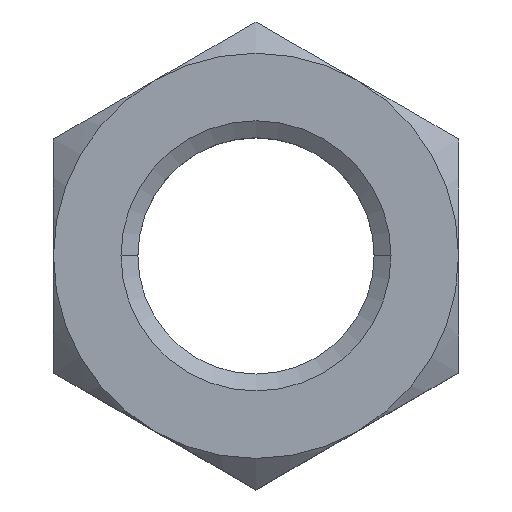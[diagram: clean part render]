
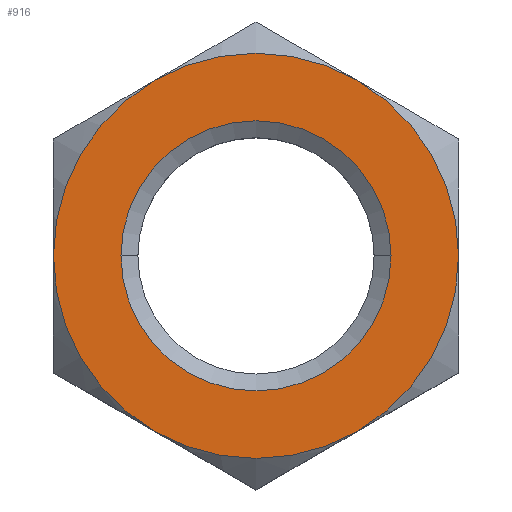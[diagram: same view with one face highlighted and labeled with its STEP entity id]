
A CAD part, top view. The second image highlights one B-rep face of the part: STEP entity #916.
In plain terms, the highlighted planar face has unit normal (0, 0, 1).
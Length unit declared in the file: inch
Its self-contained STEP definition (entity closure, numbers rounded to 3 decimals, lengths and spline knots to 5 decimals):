
#18 = DIRECTION ( 'NONE',  ( -1., 0., 0. ) ) ;
#26 = VERTEX_POINT ( 'NONE', #768 ) ;
#29 = DIRECTION ( 'NONE',  ( 0., 0., 1. ) ) ;
#39 = AXIS2_PLACEMENT_3D ( 'NONE', #563, #29, #498 ) ;
#46 = CIRCLE ( 'NONE', #93, 0.75 ) ;
#55 = CARTESIAN_POINT ( 'NONE',  ( 0., 0., 0. ) ) ;
#80 = DIRECTION ( 'NONE',  ( 0., 0., 1. ) ) ;
#93 = AXIS2_PLACEMENT_3D ( 'NONE', #136, #532, #667 ) ;
#129 = AXIS2_PLACEMENT_3D ( 'NONE', #702, #80, #621 ) ;
#131 = CIRCLE ( 'NONE', #378, 0.75 ) ;
#136 = CARTESIAN_POINT ( 'NONE',  ( 0., 0., 0. ) ) ;
#140 = DIRECTION ( 'NONE',  ( -1., 0., 0. ) ) ;
#143 = ORIENTED_EDGE ( 'NONE', *, *, #309, .F. ) ;
#153 = EDGE_LOOP ( 'NONE', ( #533, #646, #757, #143, #289, #383 ) ) ;
#155 = DIRECTION ( 'NONE',  ( 0., 0., 1. ) ) ;
#157 = AXIS2_PLACEMENT_3D ( 'NONE', #349, #486, #18 ) ;
#177 = FACE_BOUND ( 'NONE', #853, .T. ) ;
#228 = DIRECTION ( 'NONE',  ( 0., 0., -1. ) ) ;
#234 = DIRECTION ( 'NONE',  ( -1., 0., 0. ) ) ;
#260 = FACE_OUTER_BOUND ( 'NONE', #153, .T. ) ;
#272 = CARTESIAN_POINT ( 'NONE',  ( -0.375, -0.64952, 0. ) ) ;
#289 = ORIENTED_EDGE ( 'NONE', *, *, #627, .T. ) ;
#296 = VERTEX_POINT ( 'NONE', #597 ) ;
#309 = EDGE_CURVE ( 'NONE', #463, #612, #46, .T. ) ;
#311 = CARTESIAN_POINT ( 'NONE',  ( 0., 0., 0. ) ) ;
#316 = CARTESIAN_POINT ( 'NONE',  ( 0.75, 0., 0. ) ) ;
#335 = VERTEX_POINT ( 'NONE', #751 ) ;
#349 = CARTESIAN_POINT ( 'NONE',  ( 0., 0., 0. ) ) ;
#351 = EDGE_CURVE ( 'NONE', #612, #558, #567, .T. ) ;
#378 = AXIS2_PLACEMENT_3D ( 'NONE', #311, #155, #477 ) ;
#383 = ORIENTED_EDGE ( 'NONE', *, *, #910, .F. ) ;
#397 = DIRECTION ( 'NONE',  ( 0., 0., -1. ) ) ;
#421 = ORIENTED_EDGE ( 'NONE', *, *, #632, .F. ) ;
#426 = VERTEX_POINT ( 'NONE', #774 ) ;
#428 = ORIENTED_EDGE ( 'NONE', *, *, #765, .F. ) ;
#445 = CARTESIAN_POINT ( 'NONE',  ( 0., 0.86603, 0. ) ) ;
#450 = PLANE ( 'NONE',  #524 ) ;
#452 = VERTEX_POINT ( 'NONE', #617 ) ;
#463 = VERTEX_POINT ( 'NONE', #316 ) ;
#477 = DIRECTION ( 'NONE',  ( 1., 0., 0. ) ) ;
#486 = DIRECTION ( 'NONE',  ( 0., 0., -1. ) ) ;
#498 = DIRECTION ( 'NONE',  ( 1., 0., 0. ) ) ;
#524 = AXIS2_PLACEMENT_3D ( 'NONE', #445, #676, #527 ) ;
#527 = DIRECTION ( 'NONE',  ( -1., 0., 0. ) ) ;
#532 = DIRECTION ( 'NONE',  ( 0., 0., -1. ) ) ;
#533 = ORIENTED_EDGE ( 'NONE', *, *, #804, .F. ) ;
#534 = DIRECTION ( 'NONE',  ( -1., 0., 0. ) ) ;
#558 = VERTEX_POINT ( 'NONE', #272 ) ;
#563 = CARTESIAN_POINT ( 'NONE',  ( 0., 0., 0. ) ) ;
#567 = CIRCLE ( 'NONE', #749, 0.75 ) ;
#597 = CARTESIAN_POINT ( 'NONE',  ( -0.375, 0.64952, 0. ) ) ;
#602 = DIRECTION ( 'NONE',  ( 0., 0., -1. ) ) ;
#612 = VERTEX_POINT ( 'NONE', #753 ) ;
#617 = CARTESIAN_POINT ( 'NONE',  ( -0.5, 0., 0. ) ) ;
#621 = DIRECTION ( 'NONE',  ( 1., 0., 0. ) ) ;
#627 = EDGE_CURVE ( 'NONE', #463, #26, #131, .T. ) ;
#632 = EDGE_CURVE ( 'NONE', #452, #335, #912, .T. ) ;
#633 = CIRCLE ( 'NONE', #157, 0.75 ) ;
#646 = ORIENTED_EDGE ( 'NONE', *, *, #982, .F. ) ;
#667 = DIRECTION ( 'NONE',  ( -1., 0., 0. ) ) ;
#676 = DIRECTION ( 'NONE',  ( 0., 0., -1. ) ) ;
#687 = AXIS2_PLACEMENT_3D ( 'NONE', #55, #602, #140 ) ;
#702 = CARTESIAN_POINT ( 'NONE',  ( 0., 0., 0. ) ) ;
#705 = CIRCLE ( 'NONE', #844, 0.75 ) ;
#749 = AXIS2_PLACEMENT_3D ( 'NONE', #767, #397, #234 ) ;
#751 = CARTESIAN_POINT ( 'NONE',  ( 0.5, 0., 0. ) ) ;
#753 = CARTESIAN_POINT ( 'NONE',  ( 0.375, -0.64952, 0. ) ) ;
#757 = ORIENTED_EDGE ( 'NONE', *, *, #351, .F. ) ;
#765 = EDGE_CURVE ( 'NONE', #335, #452, #838, .T. ) ;
#767 = CARTESIAN_POINT ( 'NONE',  ( 0., 0., 0. ) ) ;
#768 = CARTESIAN_POINT ( 'NONE',  ( 0.375, 0.64952, 0. ) ) ;
#769 = CIRCLE ( 'NONE', #687, 0.75 ) ;
#774 = CARTESIAN_POINT ( 'NONE',  ( -0.75, 0., 0. ) ) ;
#804 = EDGE_CURVE ( 'NONE', #426, #296, #633, .T. ) ;
#838 = CIRCLE ( 'NONE', #39, 0.5 ) ;
#844 = AXIS2_PLACEMENT_3D ( 'NONE', #978, #228, #534 ) ;
#853 = EDGE_LOOP ( 'NONE', ( #428, #421 ) ) ;
#910 = EDGE_CURVE ( 'NONE', #296, #26, #769, .T. ) ;
#912 = CIRCLE ( 'NONE', #129, 0.5 ) ;
#916 = ADVANCED_FACE ( 'NONE', ( #260, #177 ), #450, .F. ) ;
#978 = CARTESIAN_POINT ( 'NONE',  ( 0., 0., 0. ) ) ;
#982 = EDGE_CURVE ( 'NONE', #558, #426, #705, .T. ) ;
